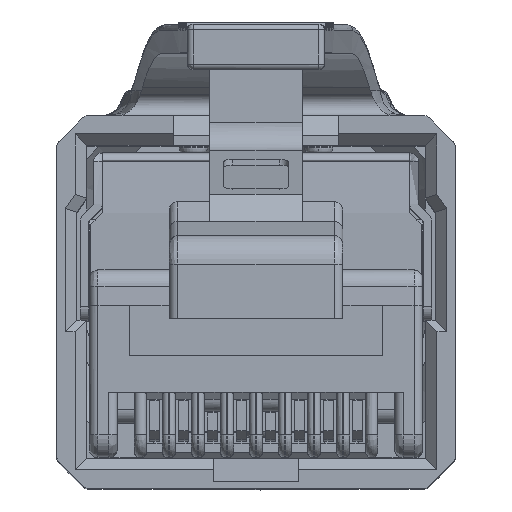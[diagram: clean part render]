
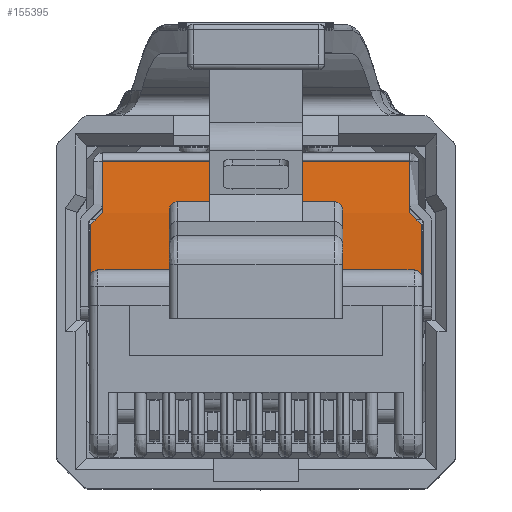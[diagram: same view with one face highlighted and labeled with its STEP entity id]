
A CAD part, top view. The second image highlights one B-rep face of the part: STEP entity #155395.
In plain terms, the highlighted planar face has unit normal (0, 0, 1).
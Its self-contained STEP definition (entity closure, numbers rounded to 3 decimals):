
#2368 = CARTESIAN_POINT ( 'NONE',  ( 0., 8.53, -14.4 ) ) ;
#7367 = LINE ( 'NONE', #80698, #139334 ) ;
#7381 = EDGE_CURVE ( 'NONE', #75592, #112828, #7367, .T. ) ;
#8974 = AXIS2_PLACEMENT_3D ( 'NONE', #2368, #130355, #53914 ) ;
#10710 = VECTOR ( 'NONE', #105842, 1000. ) ;
#14638 = VERTEX_POINT ( 'NONE', #124163 ) ;
#17233 = VERTEX_POINT ( 'NONE', #130297 ) ;
#18427 = DIRECTION ( 'NONE',  ( 0.707, -0.707, 0. ) ) ;
#19484 = ORIENTED_EDGE ( 'NONE', *, *, #32737, .T. ) ;
#19673 = CARTESIAN_POINT ( 'NONE',  ( -5.8, 7.43, -14.4 ) ) ;
#20056 = CARTESIAN_POINT ( 'NONE',  ( 5.8, 6.53, -14.4 ) ) ;
#20262 = EDGE_CURVE ( 'NONE', #17233, #105709, #31550, .T. ) ;
#23009 = VECTOR ( 'NONE', #108282, 1000. ) ;
#27182 = CARTESIAN_POINT ( 'NONE',  ( -5.8, 8.33, -14.4 ) ) ;
#31550 = LINE ( 'NONE', #119724, #163482 ) ;
#32737 = EDGE_CURVE ( 'NONE', #71254, #105709, #57205, .T. ) ;
#33141 = VECTOR ( 'NONE', #48591, 1000. ) ;
#33394 = VECTOR ( 'NONE', #18427, 1000. ) ;
#36937 = ORIENTED_EDGE ( 'NONE', *, *, #20262, .F. ) ;
#37373 = LINE ( 'NONE', #58225, #33394 ) ;
#40001 = EDGE_LOOP ( 'NONE', ( #89436, #19484, #36937, #52283, #127607, #104804, #85055, #110359 ) ) ;
#46437 = VECTOR ( 'NONE', #89214, 1000. ) ;
#48591 = DIRECTION ( 'NONE',  ( 0., -1., 0. ) ) ;
#52283 = ORIENTED_EDGE ( 'NONE', *, *, #112023, .F. ) ;
#53377 = PLANE ( 'NONE',  #8974 ) ;
#53914 = DIRECTION ( 'NONE',  ( 1., 0., 0. ) ) ;
#55032 = LINE ( 'NONE', #19673, #118963 ) ;
#56877 = CARTESIAN_POINT ( 'NONE',  ( 0., 6.53, -14.4 ) ) ;
#57205 = LINE ( 'NONE', #56877, #23009 ) ;
#57878 = EDGE_CURVE ( 'NONE', #112828, #14638, #135115, .T. ) ;
#58225 = CARTESIAN_POINT ( 'NONE',  ( 5.6, 8.53, -14.4 ) ) ;
#60365 = CARTESIAN_POINT ( 'NONE',  ( 5.4, 9.63, -14.4 ) ) ;
#71254 = VERTEX_POINT ( 'NONE', #95303 ) ;
#73132 = EDGE_CURVE ( 'NONE', #160753, #71254, #55032, .T. ) ;
#75592 = VERTEX_POINT ( 'NONE', #93035 ) ;
#76421 = CARTESIAN_POINT ( 'NONE',  ( -5.6, 8.53, -14.4 ) ) ;
#80698 = CARTESIAN_POINT ( 'NONE',  ( -5.616, 10.53, -14.4 ) ) ;
#85055 = ORIENTED_EDGE ( 'NONE', *, *, #161344, .T. ) ;
#89214 = DIRECTION ( 'NONE',  ( -0.707, -0.707, 0. ) ) ;
#89436 = ORIENTED_EDGE ( 'NONE', *, *, #73132, .T. ) ;
#93002 = CARTESIAN_POINT ( 'NONE',  ( -5.4, 9.63, -14.4 ) ) ;
#93035 = CARTESIAN_POINT ( 'NONE',  ( -5.4, 10.53, -14.55 ) ) ;
#95303 = CARTESIAN_POINT ( 'NONE',  ( -5.8, 6.53, -14.4 ) ) ;
#96321 = DIRECTION ( 'NONE',  ( 0., -1., 0. ) ) ;
#100835 = VERTEX_POINT ( 'NONE', #144540 ) ;
#104804 = ORIENTED_EDGE ( 'NONE', *, *, #7381, .F. ) ;
#105709 = VERTEX_POINT ( 'NONE', #20056 ) ;
#105842 = DIRECTION ( 'NONE',  ( 0., -1., 0. ) ) ;
#106486 = FACE_OUTER_BOUND ( 'NONE', #40001, .T. ) ;
#108282 = DIRECTION ( 'NONE',  ( 1., 0., 0. ) ) ;
#110359 = ORIENTED_EDGE ( 'NONE', *, *, #116335, .T. ) ;
#112023 = EDGE_CURVE ( 'NONE', #14638, #17233, #37373, .T. ) ;
#112828 = VERTEX_POINT ( 'NONE', #161558 ) ;
#116335 = EDGE_CURVE ( 'NONE', #100835, #160753, #152297, .T. ) ;
#116746 = LINE ( 'NONE', #93002, #10710 ) ;
#118963 = VECTOR ( 'NONE', #96321, 1000. ) ;
#119724 = CARTESIAN_POINT ( 'NONE',  ( 5.8, 7.43, -14.4 ) ) ;
#124163 = CARTESIAN_POINT ( 'NONE',  ( 5.4, 8.73, -14.4 ) ) ;
#127607 = ORIENTED_EDGE ( 'NONE', *, *, #57878, .F. ) ;
#130297 = CARTESIAN_POINT ( 'NONE',  ( 5.8, 8.33, -14.4 ) ) ;
#130355 = DIRECTION ( 'NONE',  ( 0., 0., 1. ) ) ;
#131972 = DIRECTION ( 'NONE',  ( 1., 0., 0. ) ) ;
#135115 = LINE ( 'NONE', #60365, #33141 ) ;
#139334 = VECTOR ( 'NONE', #131972, 1000. ) ;
#144540 = CARTESIAN_POINT ( 'NONE',  ( -5.4, 8.73, -14.4 ) ) ;
#152297 = LINE ( 'NONE', #76421, #46437 ) ;
#155395 = ADVANCED_FACE ( 'NONE', ( #106486 ), #53377, .T. ) ;
#157657 = DIRECTION ( 'NONE',  ( 0., -1., 0. ) ) ;
#160753 = VERTEX_POINT ( 'NONE', #27182 ) ;
#161344 = EDGE_CURVE ( 'NONE', #75592, #100835, #116746, .T. ) ;
#161558 = CARTESIAN_POINT ( 'NONE',  ( 5.4, 10.53, -14.55 ) ) ;
#163482 = VECTOR ( 'NONE', #157657, 1000. ) ;
